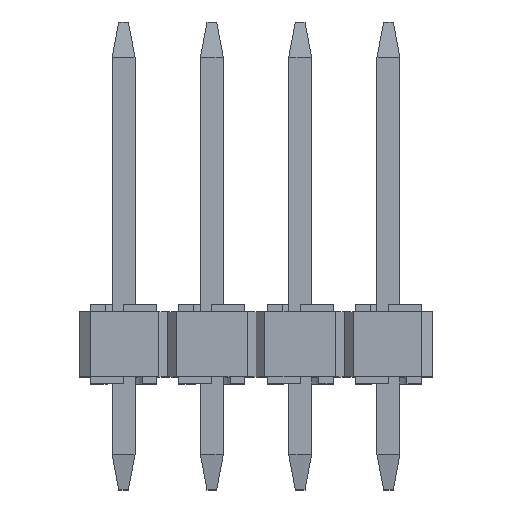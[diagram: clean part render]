
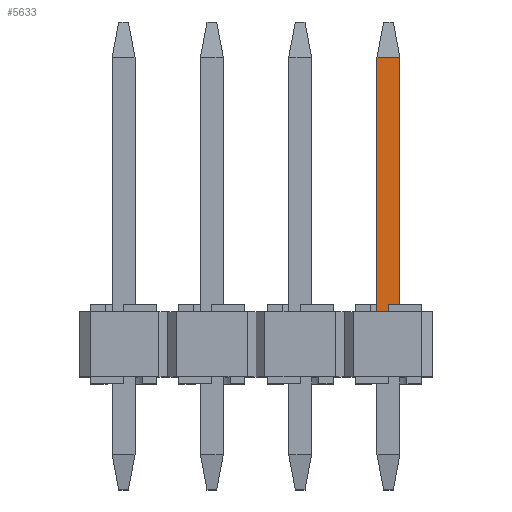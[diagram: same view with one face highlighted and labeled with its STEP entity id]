
A CAD part, top view. The second image highlights one B-rep face of the part: STEP entity #5633.
In plain terms, the highlighted planar face has unit normal (0, 0, 1).
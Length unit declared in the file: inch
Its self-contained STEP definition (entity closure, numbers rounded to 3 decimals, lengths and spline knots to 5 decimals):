
#313=DIRECTION('',(1.,0.,0.));
#314=VECTOR('',#313,0.026);
#315=CARTESIAN_POINT('',(0.137,0.037,0.013));
#316=LINE('',#315,#314);
#1757=DIRECTION('',(0.,-1.,0.));
#1758=VECTOR('',#1757,0.288);
#1759=CARTESIAN_POINT('',(0.137,0.325,0.013));
#1760=LINE('',#1759,#1758);
#1817=DIRECTION('',(0.,-1.,0.));
#1818=VECTOR('',#1817,0.288);
#1819=CARTESIAN_POINT('',(0.163,0.325,0.013));
#1820=LINE('',#1819,#1818);
#1841=DIRECTION('',(-1.,0.,0.));
#1842=VECTOR('',#1841,0.026);
#1843=CARTESIAN_POINT('',(0.163,0.325,0.013));
#1844=LINE('',#1843,#1842);
#2389=CARTESIAN_POINT('',(0.137,0.037,0.013));
#2391=VERTEX_POINT('',#2389);
#2393=CARTESIAN_POINT('',(0.163,0.037,0.013));
#2395=VERTEX_POINT('',#2393);
#2515=CARTESIAN_POINT('',(0.163,0.325,0.013));
#2516=VERTEX_POINT('',#2515);
#2517=CARTESIAN_POINT('',(0.137,0.325,0.013));
#2518=VERTEX_POINT('',#2517);
#5622=CARTESIAN_POINT('',(0.137,0.365,0.013));
#5623=DIRECTION('',(0.,0.,1.));
#5624=DIRECTION('',(0.,-1.,0.));
#5625=AXIS2_PLACEMENT_3D('',#5622,#5623,#5624);
#5626=PLANE('',#5625);
#5627=ORIENTED_EDGE('',*,*,#5614,.F.);
#5628=ORIENTED_EDGE('',*,*,#5577,.T.);
#5629=ORIENTED_EDGE('',*,*,#3208,.F.);
#5630=ORIENTED_EDGE('',*,*,#5474,.F.);
#5631=EDGE_LOOP('',(#5627,#5628,#5629,#5630));
#5632=FACE_OUTER_BOUND('',#5631,.F.);
#5633=ADVANCED_FACE('',(#5632),#5626,.T.);
#3208=EDGE_CURVE('',#2391,#2395,#316,.T.);
#5474=EDGE_CURVE('',#2518,#2391,#1760,.T.);
#5577=EDGE_CURVE('',#2516,#2395,#1820,.T.);
#5614=EDGE_CURVE('',#2516,#2518,#1844,.T.);
